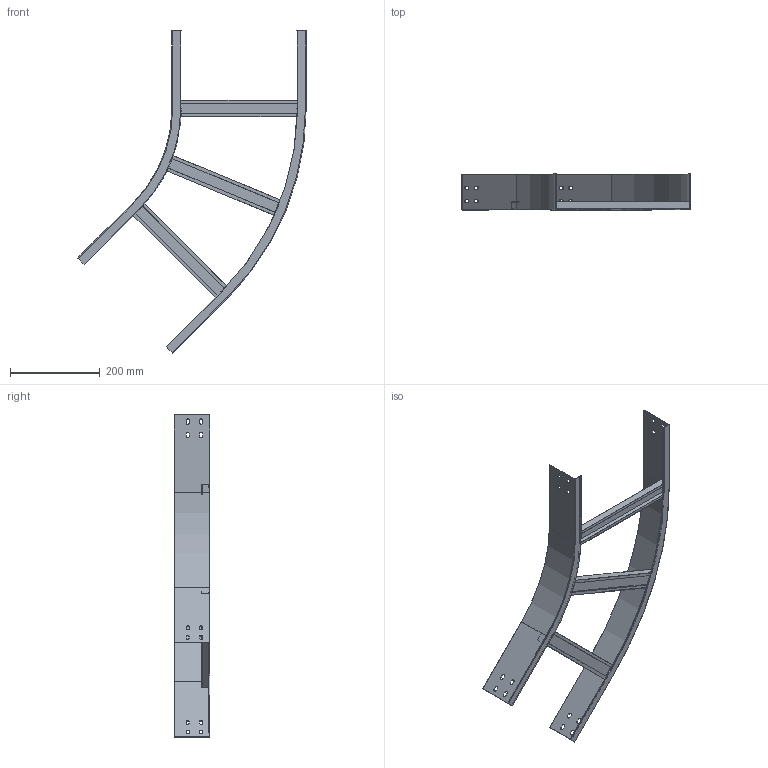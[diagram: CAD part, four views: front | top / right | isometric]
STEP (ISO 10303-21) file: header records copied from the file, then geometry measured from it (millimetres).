
FILE_DESCRIPTION (( 'STEP AP203' ), '1' );
FILE_NAME ('Óãîë ãîðèçîíòàëüíûé 45ãð R300_LC0833.step', '2012-12-18T12:44:37', ( 'Àñååâ' ), ( '' ), 'SwSTEP 2.0', 'SolidWorks 2012', '' );
FILE_SCHEMA (( 'CONFIG_CONTROL_DESIGN' ));
Length unit declared in the file: millimetre
Products named in the file (1): 鱼铍 泐痂珙眚嚯 45沭 R300_LC0833
Bounding box: 510.2 x 80 x 719.59 mm (x, y, z)
Volume: 243169.4 mm3; surface area: 424200.9 mm2
Topology: 1 solids, 1 shells, 178 faces, 520 edges, 328 vertices
Faces by surface type: plane 122, cylinder 50, torus 6
Entity records: 6009 total; most frequent: ORIENTED_EDGE 1040, CARTESIAN_POINT 1027, DIRECTION 1018, EDGE_CURVE 520, VECTOR 380, LINE 380, VERTEX_POINT 328, AXIS2_PLACEMENT_3D 319
